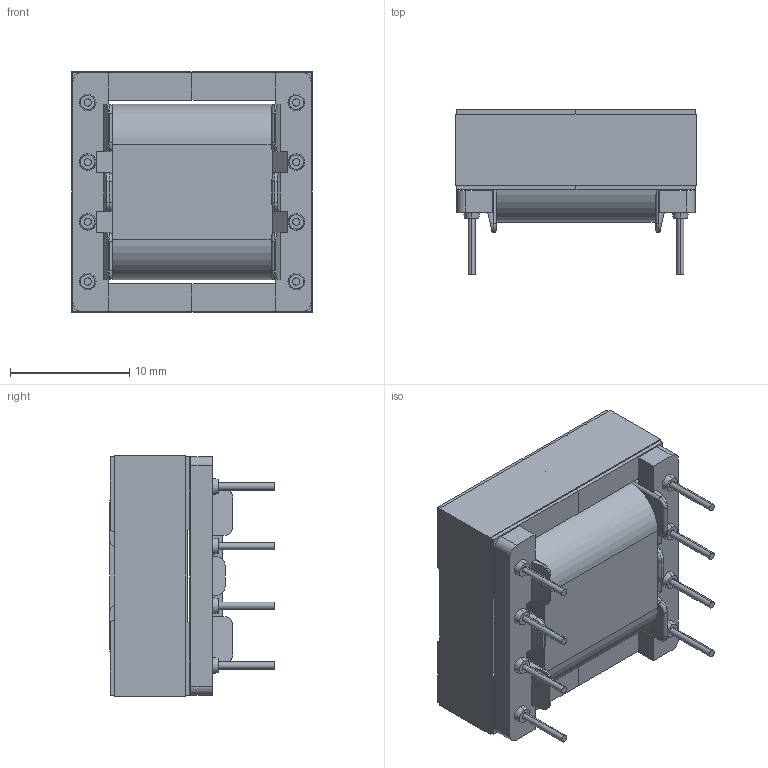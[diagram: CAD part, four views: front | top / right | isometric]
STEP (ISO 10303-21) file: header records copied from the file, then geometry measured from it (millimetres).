
FILE_DESCRIPTION (( 'STEP AP214' ), '1' );
FILE_NAME ('EFD20_2609.STEP', '2021-09-28T20:18:26', ( '' ), ( '' ), 'SwSTEP 2.0', 'SolidWorks 2017', '' );
FILE_SCHEMA (( 'AUTOMOTIVE_DESIGN' ));
Length unit declared in the file: millimetre
Products named in the file (5): 070-2609_coil; EFD20_2609; 070-2609_6H; 440-9990-2124; 150-2124_6B
Assembly tree (5 placements, depth 2):
  EFD20_2609
    070-2609_6H
    070-2609_coil
    150-2124_6B  x2
    440-9990-2124
Bounding box: 20.2 x 13.81 x 20.2 mm (x, y, z)
Volume: 3092.9 mm3; surface area: 5237.3 mm2
Topology: 5 solids, 5 shells, 277 faces, 701 edges, 450 vertices
Faces by surface type: plane 163, cylinder 77, torus 21, cone 16
Entity records: 8166 total; most frequent: CARTESIAN_POINT 1400, DIRECTION 1298, ORIENTED_EDGE 1262, EDGE_CURVE 631, AXIS2_PLACEMENT_3D 438, LINE 422, VECTOR 422, VERTEX_POINT 404
